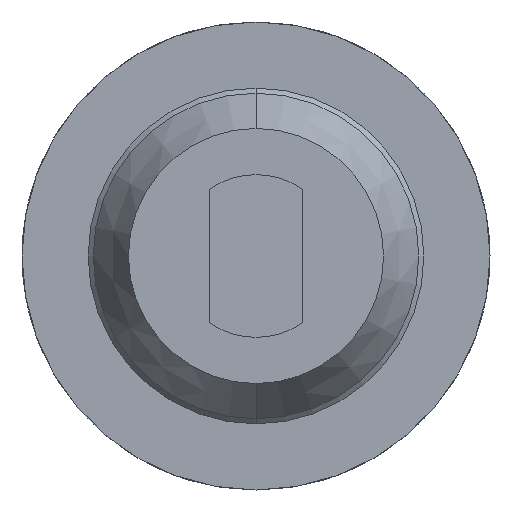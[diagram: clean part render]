
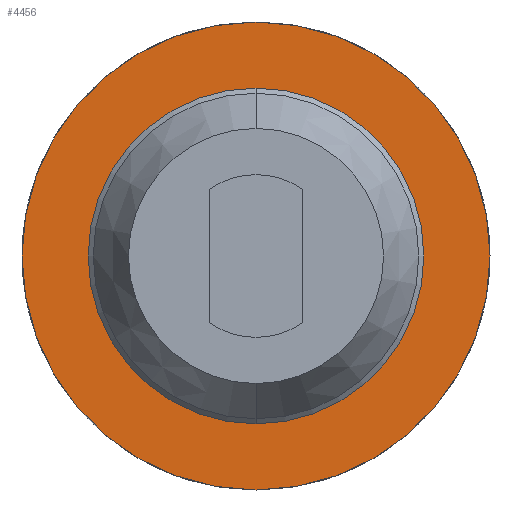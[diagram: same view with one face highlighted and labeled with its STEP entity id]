
A CAD part, front view. The second image highlights one B-rep face of the part: STEP entity #4456.
In plain terms, the highlighted planar face has unit normal (0, -1, 0).
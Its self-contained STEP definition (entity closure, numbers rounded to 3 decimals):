
#4 = CIRCLE ( 'NONE', #2110, 0.825 ) ;
#61 = CARTESIAN_POINT ( 'NONE',  ( 0., -2., -0.825 ) ) ;
#232 = ORIENTED_EDGE ( 'NONE', *, *, #1942, .T. ) ;
#284 = AXIS2_PLACEMENT_3D ( 'NONE', #1334, #4159, #4170 ) ;
#448 = CARTESIAN_POINT ( 'NONE',  ( 0., -2., 0. ) ) ;
#648 = VERTEX_POINT ( 'NONE', #1909 ) ;
#651 = EDGE_CURVE ( 'Defeature ausgef�hrt2_6+Defeature ausgef�hrt2_5+Defeature ausgef�hrt2_5+Defeature ausgef�hrt2_5', #2150, #1438, #1784, .T. ) ;
#806 = DIRECTION ( 'NONE',  ( 0., 1., 0. ) ) ;
#826 = DIRECTION ( 'NONE',  ( 0., 0., 1. ) ) ;
#990 = CARTESIAN_POINT ( 'NONE',  ( 0., -2., -1.15 ) ) ;
#1173 = DIRECTION ( 'NONE',  ( 0., 0., 1. ) ) ;
#1334 = CARTESIAN_POINT ( 'NONE',  ( 0., -2., 0. ) ) ;
#1438 = VERTEX_POINT ( 'NONE', #61 ) ;
#1450 = PLANE ( 'NONE',  #1580 ) ;
#1580 = AXIS2_PLACEMENT_3D ( 'NONE', #3935, #2484, #4256 ) ;
#1784 = CIRCLE ( 'NONE', #3456, 0.825 ) ;
#1864 = EDGE_CURVE ( 'Defeature ausgef�hrt2_4+Defeature ausgef�hrt2_6+Defeature ausgef�hrt2_6+Defeature ausgef�hrt2_6', #648, #3811, #3977, .T. ) ;
#1909 = CARTESIAN_POINT ( 'NONE',  ( 0., -2., 1.15 ) ) ;
#1942 = EDGE_CURVE ( 'Defeature ausgef�hrt2_6+Defeature ausgef�hrt2_5+Defeature ausgef�hrt2_5+Defeature ausgef�hrt2_5', #1438, #2150, #4, .T. ) ;
#1985 = CARTESIAN_POINT ( 'NONE',  ( 0., -2., 0.825 ) ) ;
#2042 = EDGE_LOOP ( 'NONE', ( #3729, #232 ) ) ;
#2110 = AXIS2_PLACEMENT_3D ( 'NONE', #2125, #4337, #826 ) ;
#2125 = CARTESIAN_POINT ( 'NONE',  ( 0., -2., 0. ) ) ;
#2132 = ORIENTED_EDGE ( 'NONE', *, *, #3124, .F. ) ;
#2150 = VERTEX_POINT ( 'NONE', #1985 ) ;
#2370 = EDGE_LOOP ( 'NONE', ( #3283, #2132 ) ) ;
#2484 = DIRECTION ( 'NONE',  ( 0., 1., 0. ) ) ;
#2576 = DIRECTION ( 'NONE',  ( 0., 0., 1. ) ) ;
#2631 = FACE_OUTER_BOUND ( 'NONE', #2370, .T. ) ;
#2796 = FACE_BOUND ( 'NONE', #2042, .T. ) ;
#2865 = AXIS2_PLACEMENT_3D ( 'NONE', #448, #806, #2576 ) ;
#3124 = EDGE_CURVE ( 'Defeature ausgef�hrt2_4+Defeature ausgef�hrt2_6+Defeature ausgef�hrt2_6+Defeature ausgef�hrt2_6', #3811, #648, #3820, .T. ) ;
#3269 = CARTESIAN_POINT ( 'NONE',  ( 0., -2., 0. ) ) ;
#3283 = ORIENTED_EDGE ( 'NONE', *, *, #1864, .F. ) ;
#3288 = DIRECTION ( 'NONE',  ( 0., 1., 0. ) ) ;
#3456 = AXIS2_PLACEMENT_3D ( 'NONE', #3269, #3288, #1173 ) ;
#3729 = ORIENTED_EDGE ( 'NONE', *, *, #651, .T. ) ;
#3811 = VERTEX_POINT ( 'NONE', #990 ) ;
#3820 = CIRCLE ( 'NONE', #2865, 1.15 ) ;
#3935 = CARTESIAN_POINT ( 'NONE',  ( 0.825, -2., 0. ) ) ;
#3977 = CIRCLE ( 'NONE', #284, 1.15 ) ;
#4159 = DIRECTION ( 'NONE',  ( 0., 1., 0. ) ) ;
#4170 = DIRECTION ( 'NONE',  ( 0., 0., 1. ) ) ;
#4256 = DIRECTION ( 'NONE',  ( 0., 0., 1. ) ) ;
#4337 = DIRECTION ( 'NONE',  ( 0., 1., 0. ) ) ;
#4456 = ADVANCED_FACE ( 'Defeature ausgef�hrt2_6', ( #2631, #2796 ), #1450, .F. ) ;
